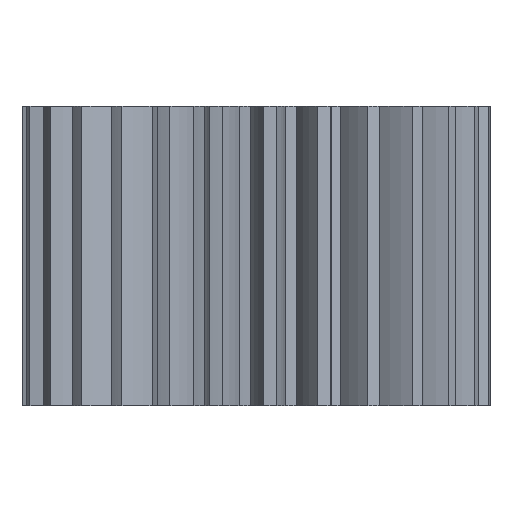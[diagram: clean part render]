
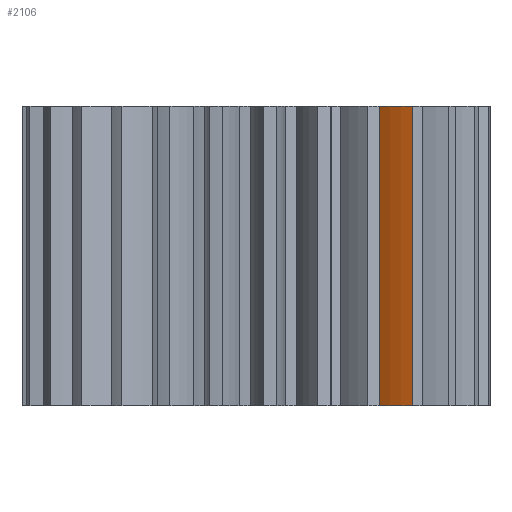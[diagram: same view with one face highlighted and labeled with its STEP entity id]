
A CAD part, left-side view. The second image highlights one B-rep face of the part: STEP entity #2106.
In plain terms, the highlighted cylindrical face has radius 7.301 mm (diameter 14.602 mm), a partial arc.
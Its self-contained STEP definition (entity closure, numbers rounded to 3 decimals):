
#111=LINE('',#3836,#222);
#112=LINE('',#3840,#223);
#222=VECTOR('',#3099,10.);
#223=VECTOR('',#3104,10.);
#311=CYLINDRICAL_SURFACE('',#2415,7.301);
#429=FACE_OUTER_BOUND('',#545,.T.);
#545=EDGE_LOOP('',(#1758,#1759,#1760,#1761));
#680=CIRCLE('',#2254,7.301);
#771=CIRCLE('',#2416,7.301);
#902=VERTEX_POINT('',#3468);
#903=VERTEX_POINT('',#3470);
#1015=VERTEX_POINT('',#3834);
#1016=VERTEX_POINT('',#3838);
#1124=EDGE_CURVE('',#902,#903,#680,.T.);
#1307=EDGE_CURVE('',#1015,#902,#111,.T.);
#1308=EDGE_CURVE('',#1016,#1015,#771,.T.);
#1309=EDGE_CURVE('',#1016,#903,#112,.T.);
#1758=ORIENTED_EDGE('',*,*,#1307,.F.);
#1759=ORIENTED_EDGE('',*,*,#1308,.F.);
#1760=ORIENTED_EDGE('',*,*,#1309,.T.);
#1761=ORIENTED_EDGE('',*,*,#1124,.F.);
#2106=ADVANCED_FACE('',(#429),#311,.T.);
#2254=AXIS2_PLACEMENT_3D('',#3471,#2685,#2686);
#2415=AXIS2_PLACEMENT_3D('',#3837,#3100,#3101);
#2416=AXIS2_PLACEMENT_3D('',#3839,#3102,#3103);
#2685=DIRECTION('center_axis',(0.,0.,1.));
#2686=DIRECTION('ref_axis',(0.958,-0.287,0.));
#3099=DIRECTION('',(0.,0.,1.));
#3100=DIRECTION('center_axis',(0.,0.,1.));
#3101=DIRECTION('ref_axis',(0.958,-0.287,0.));
#3102=DIRECTION('center_axis',(0.,0.,-1.));
#3103=DIRECTION('ref_axis',(0.958,-0.287,0.));
#3104=DIRECTION('',(0.,0.,1.));
#3468=CARTESIAN_POINT('',(6.806,6.806,14.525));
#3470=CARTESIAN_POINT('',(7.547,8.481,14.525));
#3471=CARTESIAN_POINT('Origin',(0.553,10.575,14.525));
#3834=CARTESIAN_POINT('',(6.806,6.806,0.));
#3836=CARTESIAN_POINT('',(6.806,6.806,9.525));
#3837=CARTESIAN_POINT('Origin',(0.553,10.575,0.));
#3838=CARTESIAN_POINT('',(7.547,8.481,0.));
#3839=CARTESIAN_POINT('Origin',(0.553,10.575,0.));
#3840=CARTESIAN_POINT('',(7.547,8.481,9.525));
